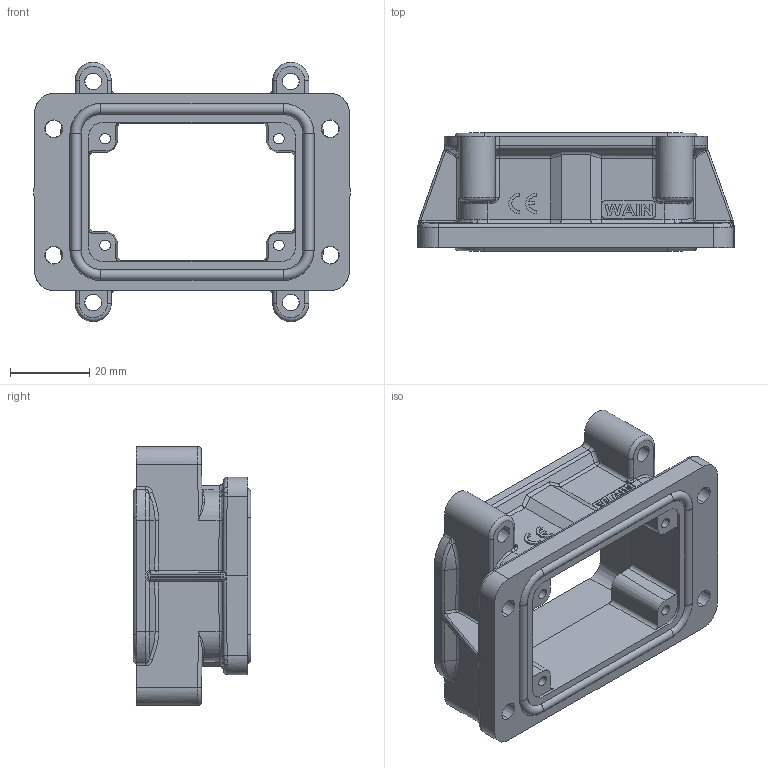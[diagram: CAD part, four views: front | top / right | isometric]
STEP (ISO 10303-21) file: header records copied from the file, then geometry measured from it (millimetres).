
FILE_DESCRIPTION((''),'2;1');
FILE_NAME('3D_1112063301001_EMC_W6B-BK-4H_','2024-01-19T',('p.yu'),(''),'PRO/ENGINEER BY PARAMETRIC TECHNOLOGY CORPORATION, 2012480','PRO/ENGINEER BY PARAMETRIC TECHNOLOGY CORPORATION, 2012480','');
FILE_SCHEMA(('CONFIG_CONTROL_DESIGN'));
Length unit declared in the file: millimetre
Products named in the file (1): 3D_1112063301001_EMC_W6B-BK-4H_
Bounding box: 80 x 29.8 x 65.6 mm (x, y, z)
Volume: 40223.6 mm3; surface area: 24172.4 mm2
Topology: 1 solids, 1 shells, 603 faces, 1507 edges, 928 vertices
Faces by surface type: plane 256, cylinder 149, bspline 88, cone 68, torus 34, extrusion 4, sphere 4
Entity records: 21902 total; most frequent: CARTESIAN_POINT 8167, ORIENTED_EDGE 3006, DIRECTION 2573, EDGE_CURVE 1503, VERTEX_POINT 928, AXIS2_PLACEMENT_3D 865, VECTOR 843, LINE 839
